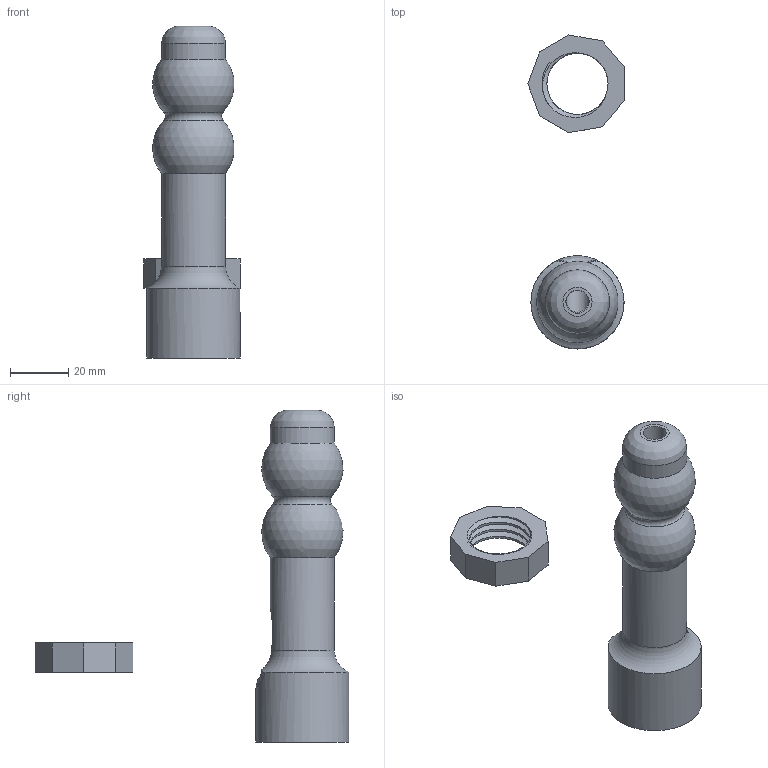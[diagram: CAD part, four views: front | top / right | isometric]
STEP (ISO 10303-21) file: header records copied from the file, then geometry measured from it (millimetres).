
FILE_DESCRIPTION(/* description */ (''),/* implementation_level */ '2;1');
FILE_NAME(/* name */ 'double double to the moon 24mm v1.step',/* time_stamp */ '2021-08-05T08:25:04-04:00',/* author */ (''),/* organization */ (''),/* preprocessor_version */ 'ST-DEVELOPER v18.1',/* originating_system */ 'Autodesk Translation Framework v10.9.0.1377',/* authorisation */ '');
FILE_SCHEMA (('AUTOMOTIVE_DESIGN { 1 0 10303 214 3 1 1 }'));
Length unit declared in the file: millimetre
Products named in the file (1): double double to the moon 24mm
Bounding box: 33.03 x 107.77 x 114 mm (x, y, z)
Volume: 53056.5 mm3; surface area: 17331.8 mm2
Topology: 2 solids, 2 shells, 56 faces, 155 edges, 101 vertices
Faces by surface type: cylinder 28, plane 15, bspline 9, torus 2, sphere 2
Full cylindrical faces by diameter (mm): 8 x2, 21.002 x6, 22 x2, 24.349 x8, 32 x1
Entity records: 4865 total; most frequent: CARTESIAN_POINT 3521, ORIENTED_EDGE 306, DIRECTION 223, EDGE_CURVE 153, VERTEX_POINT 101, AXIS2_PLACEMENT_3D 86, B_SPLINE_CURVE_WITH_KNOTS 64, EDGE_LOOP 60
